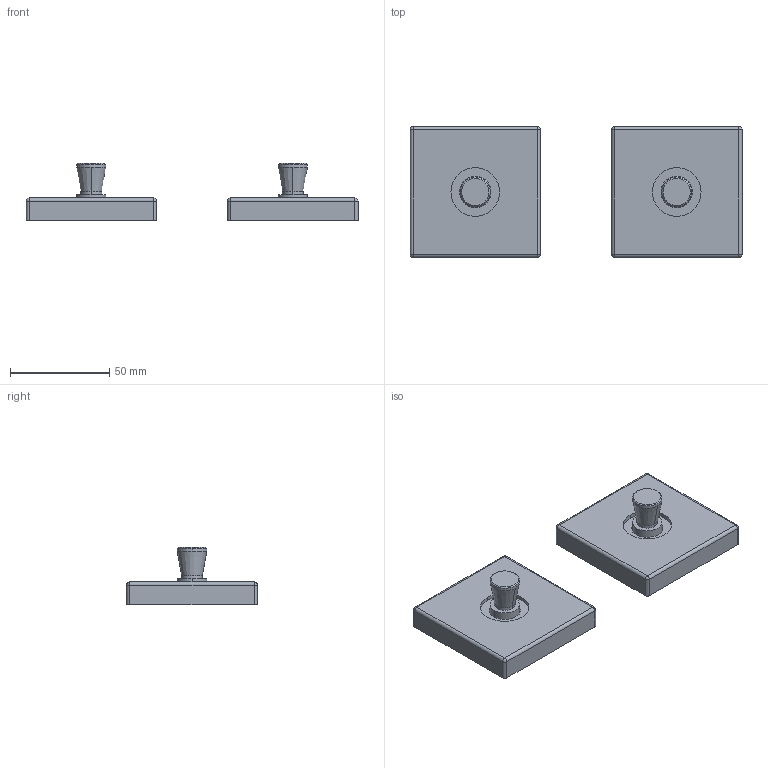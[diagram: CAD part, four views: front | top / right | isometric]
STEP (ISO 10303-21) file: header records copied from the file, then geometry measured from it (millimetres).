
FILE_DESCRIPTION((''),'2;1');
FILE_NAME('524B_ASM','2017-08-28T',('rsmith'),(''),'PRO/ENGINEER BY PARAMETRIC TECHNOLOGY CORPORATION, 2013150','PRO/ENGINEER BY PARAMETRIC TECHNOLOGY CORPORATION, 2013150','');
FILE_SCHEMA(('CONFIG_CONTROL_DESIGN'));
Length unit declared in the file: inch
Products named in the file (4): 11XXC; 4BX_ASM; 40622; 524B_ASM
Assembly tree (5 placements, depth 3):
  524B_ASM
    4BX_ASM
      11XXC  x2
    40622  x2
Bounding box: 167.39 x 65.79 x 29.01 mm (x, y, z)
Volume: 43699.3 mm3; surface area: 53412.5 mm2
Topology: 4 solids, 6 shells, 396 faces, 996 edges, 636 vertices
Faces by surface type: plane 224, cylinder 108, sphere 32, cone 20, torus 12
Entity records: 6046 total; most frequent: DIRECTION 1064, CARTESIAN_POINT 1027, ORIENTED_EDGE 978, EDGE_CURVE 498, AXIS2_PLACEMENT_3D 355, VECTOR 354, LINE 354, VERTEX_POINT 318
